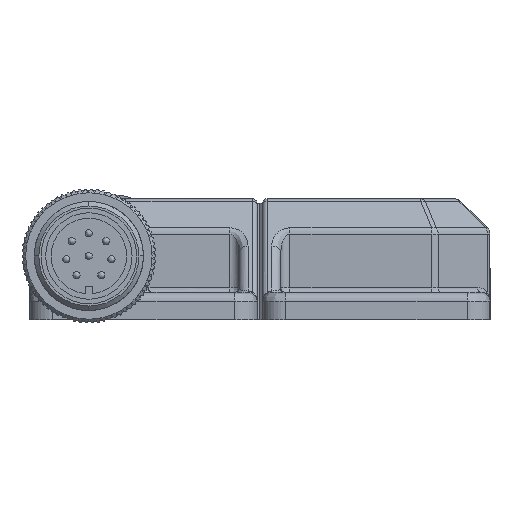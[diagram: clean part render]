
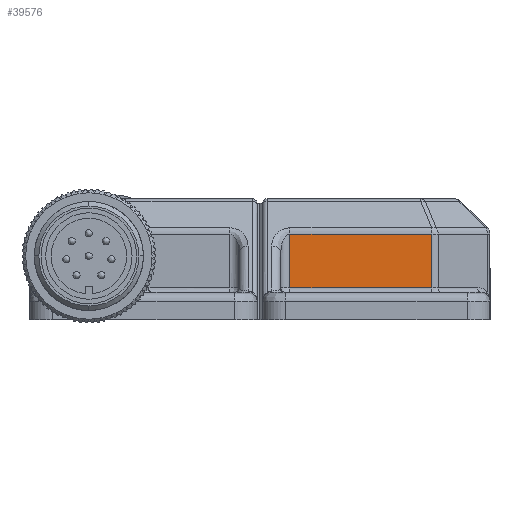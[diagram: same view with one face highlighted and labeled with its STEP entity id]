
A CAD part, left-side view. The second image highlights one B-rep face of the part: STEP entity #39576.
In plain terms, the highlighted face is planar.
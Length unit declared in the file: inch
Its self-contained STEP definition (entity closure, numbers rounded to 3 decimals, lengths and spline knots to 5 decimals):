
#1187 = CARTESIAN_POINT ( 'NONE',  ( 3.07087, 0.74803, 0.36952 ) ) ;
#3820 = DIRECTION ( 'NONE',  ( -1., 0., 0. ) ) ;
#4346 = VECTOR ( 'NONE', #40671, 39.37008 ) ;
#4915 = CARTESIAN_POINT ( 'NONE',  ( 3.07087, 0.73172, 0.36952 ) ) ;
#7190 = CARTESIAN_POINT ( 'NONE',  ( 3.07087, 0.11811, 0.1378 ) ) ;
#8435 = ORIENTED_EDGE ( 'NONE', *, *, #37062, .F. ) ;
#10508 = DIRECTION ( 'NONE',  ( 0., 1., 0. ) ) ;
#12945 = PLANE ( 'NONE',  #41819 ) ;
#13382 = VERTEX_POINT ( 'NONE', #7190 ) ;
#13725 = DIRECTION ( 'NONE',  ( 0., 1., 0. ) ) ;
#13998 = ORIENTED_EDGE ( 'NONE', *, *, #17316, .F. ) ;
#15276 = CARTESIAN_POINT ( 'NONE',  ( 3.07087, 0.73172, 0.11811 ) ) ;
#15530 = VERTEX_POINT ( 'NONE', #31218 ) ;
#17242 = VECTOR ( 'NONE', #10508, 39.37008 ) ;
#17316 = EDGE_CURVE ( 'NONE', #13382, #18590, #41626, .T. ) ;
#18160 = VERTEX_POINT ( 'NONE', #4915 ) ;
#18288 = LINE ( 'NONE', #15276, #50847 ) ;
#18590 = VERTEX_POINT ( 'NONE', #22122 ) ;
#21655 = ORIENTED_EDGE ( 'NONE', *, *, #54037, .T. ) ;
#22122 = CARTESIAN_POINT ( 'NONE',  ( 3.07087, 0.11811, 0.36952 ) ) ;
#22504 = LINE ( 'NONE', #1187, #40094 ) ;
#23967 = LINE ( 'NONE', #32638, #17242 ) ;
#23970 = DIRECTION ( 'NONE',  ( 0., 0., -1. ) ) ;
#26147 = DIRECTION ( 'NONE',  ( 0., 0., 1. ) ) ;
#31218 = CARTESIAN_POINT ( 'NONE',  ( 3.07087, 0.73172, 0.1378 ) ) ;
#32383 = EDGE_LOOP ( 'NONE', ( #21655, #45279, #8435, #13998 ) ) ;
#32638 = CARTESIAN_POINT ( 'NONE',  ( 3.07087, 0.98425, 0.1378 ) ) ;
#37062 = EDGE_CURVE ( 'NONE', #18590, #18160, #22504, .T. ) ;
#38497 = FACE_OUTER_BOUND ( 'NONE', #32383, .T. ) ;
#39576 = ADVANCED_FACE ( 'NONE', ( #38497 ), #12945, .F. ) ;
#40094 = VECTOR ( 'NONE', #13725, 39.37008 ) ;
#40671 = DIRECTION ( 'NONE',  ( 0., 0., 1. ) ) ;
#41626 = LINE ( 'NONE', #44258, #4346 ) ;
#41819 = AXIS2_PLACEMENT_3D ( 'NONE', #51593, #3820, #26147 ) ;
#44258 = CARTESIAN_POINT ( 'NONE',  ( 3.07087, 0.11811, 0.11811 ) ) ;
#45279 = ORIENTED_EDGE ( 'NONE', *, *, #47758, .F. ) ;
#47758 = EDGE_CURVE ( 'NONE', #18160, #15530, #18288, .T. ) ;
#50847 = VECTOR ( 'NONE', #23970, 39.37008 ) ;
#51593 = CARTESIAN_POINT ( 'NONE',  ( 3.07087, 0.74803, 0.11811 ) ) ;
#54037 = EDGE_CURVE ( 'NONE', #13382, #15530, #23967, .T. ) ;
